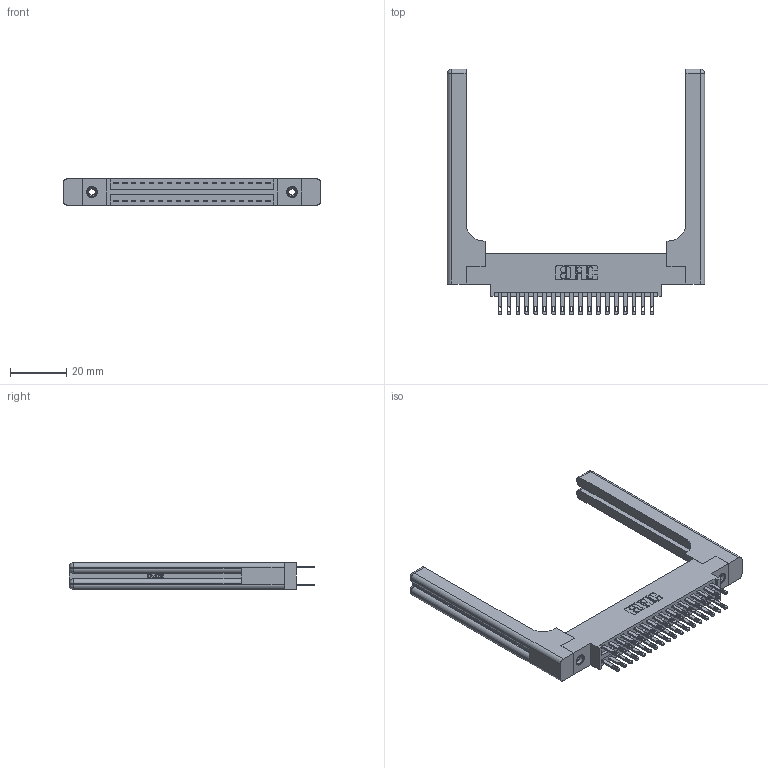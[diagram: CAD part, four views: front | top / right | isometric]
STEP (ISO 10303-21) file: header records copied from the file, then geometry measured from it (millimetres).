
FILE_DESCRIPTION (( 'STEP AP203' ), '1' );
FILE_NAME ('346-036-500-858.STEP', '2022-05-19T20:54:04', ( '' ), ( '' ), 'SwSTEP 2.0', 'SolidWorks 2020', '' );
FILE_SCHEMA (( 'CONFIG_CONTROL_DESIGN' ));
Length unit declared in the file: inch
Products named in the file (5): 346 Part_0.170 Offset - 0.156 Dia-TH; 345-250-001_345-250-001-102; 346-036-500-858; 345-292-001_345-293-100; 346-220-058_345-220-058
Assembly tree (41 placements, depth 2):
  346-036-500-858
    346 Part_0.170 Offset - 0.156 Dia-TH
    345-292-001_345-293-100  x36
    345-250-001_345-250-001-102  x2
    346-220-058_345-220-058  x2
Bounding box: 91.21 x 87.12 x 9.4 mm (x, y, z)
Volume: 16139.4 mm3; surface area: 17069.8 mm2
Topology: 41 solids, 41 shells, 2124 faces, 6335 edges, 4202 vertices
Faces by surface type: plane 1286, cylinder 778, bspline 36, cone 12, sphere 8, torus 4
Entity records: 20638 total; most frequent: CARTESIAN_POINT 4447, ORIENTED_EDGE 3176, DIRECTION 2904, EDGE_CURVE 1588, VECTOR 1288, LINE 1288, VERTEX_POINT 1050, AXIS2_PLACEMENT_3D 808
